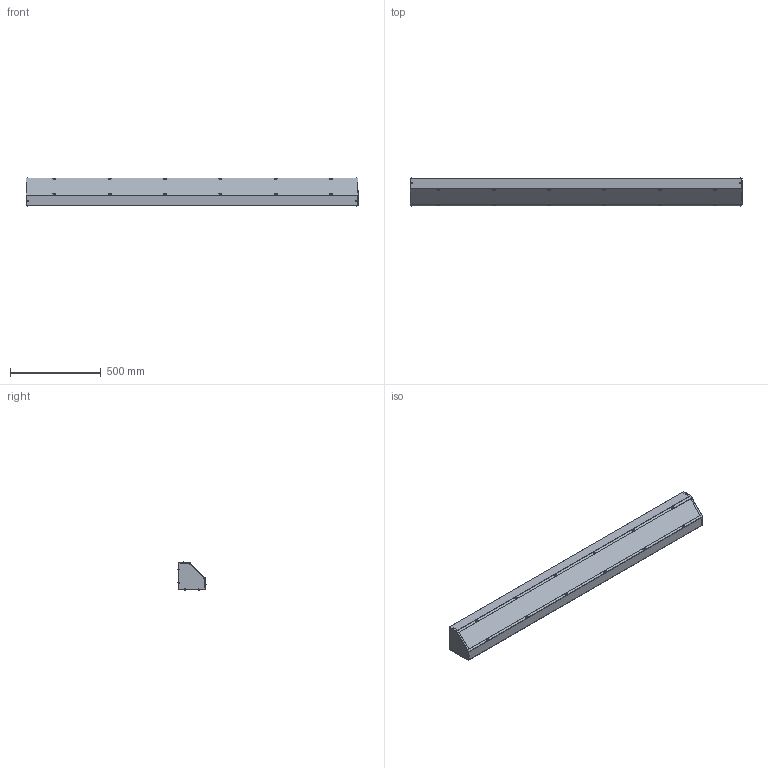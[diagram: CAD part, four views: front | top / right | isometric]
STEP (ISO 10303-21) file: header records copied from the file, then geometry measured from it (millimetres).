
FILE_DESCRIPTION (( 'STEP AP214' ), '1' );
FILE_NAME ('S6672ATNK.STEP', '2021-09-24T12:42:24', ( '' ), ( '' ), 'SwSTEP 2.0', 'SolidWorks 2021', '' );
FILE_SCHEMA (( 'AUTOMOTIVE_DESIGN' ));
Length unit declared in the file: inch
Products named in the file (1): S6672ATNK
Bounding box: 1828.8 x 154.43 x 154.43 mm (x, y, z)
Volume: 1521280.2 mm3; surface area: 2194525.8 mm2
Topology: 28 solids, 28 shells, 1314 faces, 3470 edges, 2236 vertices
Faces by surface type: plane 464, cone 324, cylinder 282, bspline 208, torus 36
Full cylindrical faces by diameter (mm): 3.175 x12, 3.277 x12, 4.343 x12, 4.595 x96, 6.655 x12, 7.144 x12, 7.937 x4, 7.938 x8
Entity records: 44333 total; most frequent: CARTESIAN_POINT 17609, DIRECTION 5236, ORIENTED_EDGE 4876, EDGE_CURVE 2438, AXIS2_PLACEMENT_3D 2119, EDGE_LOOP 1998, VERTEX_POINT 1768, FACE_OUTER_BOUND 1638
